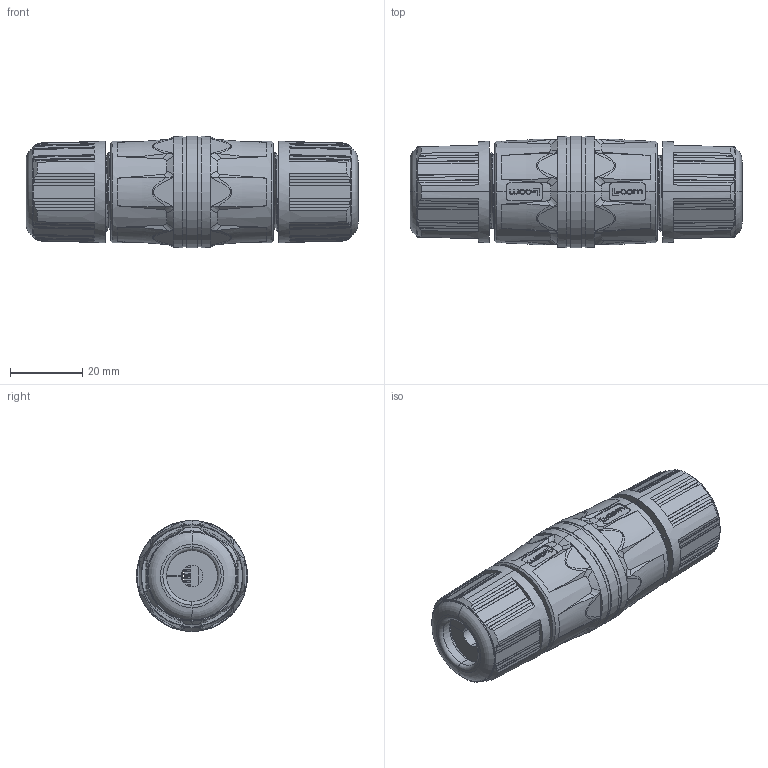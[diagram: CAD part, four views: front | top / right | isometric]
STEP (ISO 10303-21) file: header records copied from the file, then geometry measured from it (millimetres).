
FILE_DESCRIPTION (( 'STEP AP214' ), '1' );
FILE_NAME ('CG-Cxx-FF_3D.STEP', '2024-01-04T17:42:46', ( '' ), ( '' ), 'SwSTEP 2.0', 'SolidWorks 2022', '' );
FILE_SCHEMA (( 'AUTOMOTIVE_DESIGN' ));
Length unit declared in the file: millimetre
Products named in the file (16): CG-Cxx-FF_3D; 1AJ03-029; 1AK21-026 PCB(UQ-1); 1AK21-026 PCB CONTACT MOUNT; 1AJ09-124_6.0mm; 1AG01-262; 1AK21-026 - FRONT HOUSING; 1AK21-026 - REAR HOUSING SHIELD_No Rating Marking; 1AG01-259; 1AK21-026 - REAR HOUSING; 1AK21-026 PCB(UQ-2); 1AK21-026 - FRONT HOUSING SHIELD_No Rating Marking; 1AK21-026 PCB; 1AK21-026_No Rating Marking; 1AG01-263
Assembly tree (33 placements, depth 4):
  CG-Cxx-FF_3D
    1AG01-263
    1AJ03-029  x2
    1AG01-262  x2
    1AJ09-124_6.0mm  x2
    1AG01-259  x2
    1AK21-026_No Rating Marking
      1AK21-026 - FRONT HOUSING
      1AK21-026 - REAR HOUSING
      1AK21-026 - FRONT HOUSING SHIELD_No Rating Marking
      1AK21-026 - REAR HOUSING SHIELD_No Rating Marking
      1AK21-026 PCB
        1AK21-026 PCB
        1AK21-026 PCB CONTACT MOUNT
        1AK21-026 PCB(UQ-1)  x5
        1AK21-026 PCB(UQ-2)  x11
Bounding box: 91.7 x 30.7 x 30.7 mm (x, y, z)
Volume: 36211.3 mm3; surface area: 44572 mm2
Topology: 31 solids, 31 shells, 2617 faces, 6991 edges, 4469 vertices
Faces by surface type: plane 1556, cylinder 601, bspline 279, cone 125, torus 56
Entity records: 93095 total; most frequent: CARTESIAN_POINT 46602, ORIENTED_EDGE 10194, DIRECTION 8705, EDGE_CURVE 5097, VECTOR 3391, LINE 3391, VERTEX_POINT 3232, AXIS2_PLACEMENT_3D 2657
